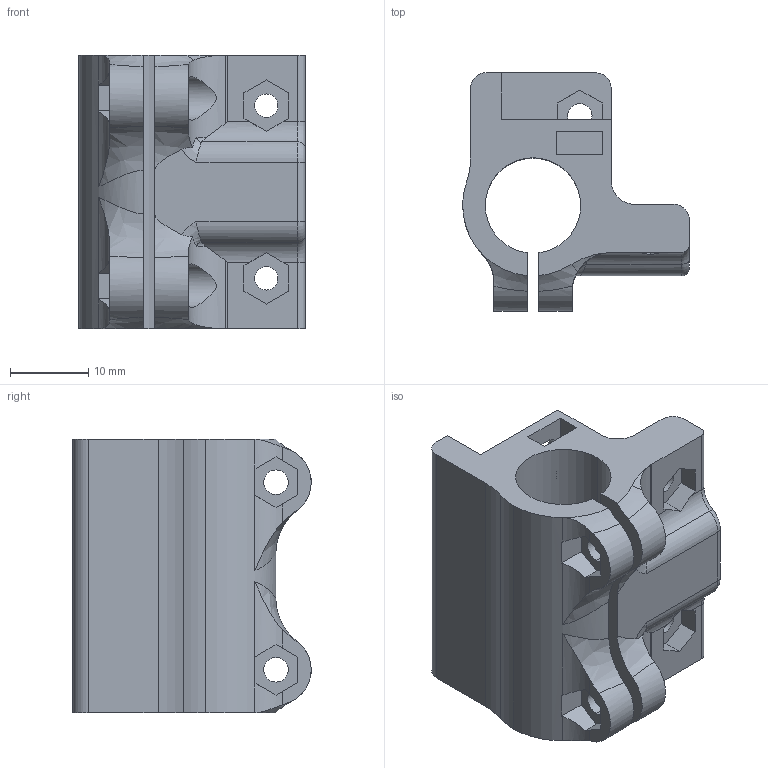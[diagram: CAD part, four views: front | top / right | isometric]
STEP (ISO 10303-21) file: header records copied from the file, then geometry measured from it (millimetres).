
FILE_DESCRIPTION (( 'STEP AP214' ), '1' );
FILE_NAME ('Belt Tensioner 8mm Y.STEP', '2023-09-14T20:04:32', ( '' ), ( '' ), 'SwSTEP 2.0', 'SolidWorks 2019', '' );
FILE_SCHEMA (( 'AUTOMOTIVE_DESIGN' ));
Length unit declared in the file: millimetre
Products named in the file (1): Belt Tensioner 8mm Y
Bounding box: 29 x 30.5 x 35 mm (x, y, z)
Volume: 10698 mm3; surface area: 7462.5 mm2
Topology: 1 solids, 1 shells, 192 faces, 544 edges, 359 vertices
Faces by surface type: plane 107, cylinder 65, bspline 14, torus 6
Entity records: 7473 total; most frequent: CARTESIAN_POINT 2573, ORIENTED_EDGE 1088, DIRECTION 925, EDGE_CURVE 544, VERTEX_POINT 359, VECTOR 331, LINE 331, AXIS2_PLACEMENT_3D 297
